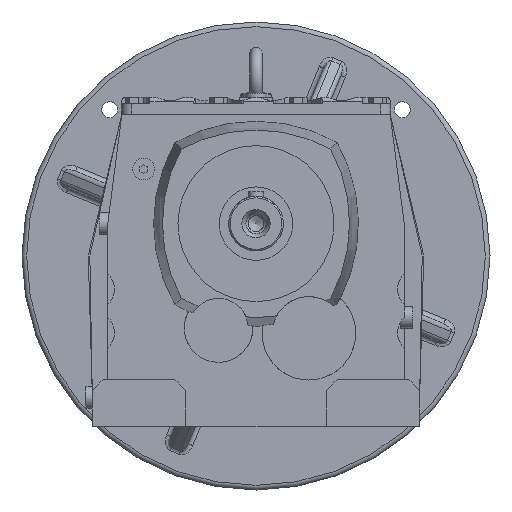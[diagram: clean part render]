
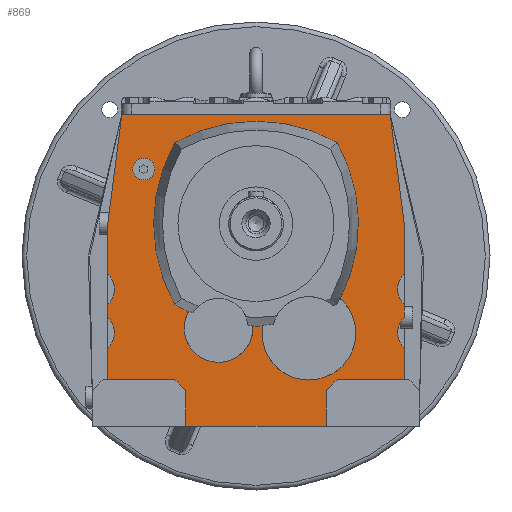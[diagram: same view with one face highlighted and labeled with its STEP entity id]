
A CAD part, left-side view. The second image highlights one B-rep face of the part: STEP entity #869.
In plain terms, the highlighted planar face has unit normal (-1, 0, 0).
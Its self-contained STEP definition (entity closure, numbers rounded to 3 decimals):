
#869=ADVANCED_FACE('',(#5664,#5666),#5668,.F.);
#5664=FACE_BOUND('',#5665,.T.);
#5665=EDGE_LOOP('',(#11051,#11052,#11053,#11054,#11055,#11056,#11057,#11058,#11059,
#11060,#11061,#11062,#11063,#11064,#11065,#11066,#11067,#11068,#11069,#11070));
#5666=FACE_BOUND('',#5667,.T.);
#5667=EDGE_LOOP('',(#11071,#11072,#11073,#11074,#11075,#11076,#11077));
#5668=PLANE('',#5669);
#5669=AXIS2_PLACEMENT_3D('',#5670,#5671,#5672);
#5670=CARTESIAN_POINT('',(54.,0.,-32.26));
#5671=DIRECTION('',(1.,0.,0.));
#5672=DIRECTION('',(0.,1.,0.));
#11051=ORIENTED_EDGE('',*,*,#13470,.T.);
#11052=ORIENTED_EDGE('',*,*,#13478,.F.);
#11053=ORIENTED_EDGE('',*,*,#13480,.F.);
#11054=ORIENTED_EDGE('',*,*,#13481,.F.);
#11055=ORIENTED_EDGE('',*,*,#13482,.F.);
#11056=ORIENTED_EDGE('',*,*,#13483,.F.);
#11057=ORIENTED_EDGE('',*,*,#13460,.T.);
#11058=ORIENTED_EDGE('',*,*,#13484,.F.);
#11059=ORIENTED_EDGE('',*,*,#13456,.T.);
#11060=ORIENTED_EDGE('',*,*,#13485,.F.);
#11061=ORIENTED_EDGE('',*,*,#13486,.T.);
#11062=ORIENTED_EDGE('',*,*,#13487,.T.);
#11063=ORIENTED_EDGE('',*,*,#13488,.T.);
#11064=ORIENTED_EDGE('',*,*,#13489,.F.);
#11065=ORIENTED_EDGE('',*,*,#13490,.T.);
#11066=ORIENTED_EDGE('',*,*,#13491,.T.);
#11067=ORIENTED_EDGE('',*,*,#13492,.T.);
#11068=ORIENTED_EDGE('',*,*,#13474,.F.);
#11069=ORIENTED_EDGE('',*,*,#13466,.T.);
#11070=ORIENTED_EDGE('',*,*,#13472,.F.);
#11071=ORIENTED_EDGE('',*,*,#13452,.T.);
#11072=ORIENTED_EDGE('',*,*,#13493,.T.);
#11073=ORIENTED_EDGE('',*,*,#13448,.T.);
#11074=ORIENTED_EDGE('',*,*,#13494,.T.);
#11075=ORIENTED_EDGE('',*,*,#13495,.T.);
#11076=ORIENTED_EDGE('',*,*,#13496,.T.);
#11077=ORIENTED_EDGE('',*,*,#13497,.T.);
#13448=EDGE_CURVE('',#14693,#14690,#14694,.T.);
#13452=EDGE_CURVE('',#14701,#14698,#14702,.T.);
#13456=EDGE_CURVE('',#14709,#14706,#14710,.T.);
#13460=EDGE_CURVE('',#14717,#14714,#14718,.T.);
#13466=EDGE_CURVE('',#14723,#14727,#14729,.T.);
#13470=EDGE_CURVE('',#14731,#14735,#14737,.T.);
#13472=EDGE_CURVE('',#14731,#14727,#14739,.T.);
#13474=EDGE_CURVE('',#14723,#14741,#14742,.T.);
#13478=EDGE_CURVE('',#14747,#14735,#14749,.T.);
#13480=EDGE_CURVE('',#14751,#14747,#14752,.T.);
#13481=EDGE_CURVE('',#14753,#14751,#14754,.T.);
#13482=EDGE_CURVE('',#14755,#14753,#14756,.T.);
#13483=EDGE_CURVE('',#14717,#14755,#14757,.T.);
#13484=EDGE_CURVE('',#14709,#14714,#14758,.T.);
#13485=EDGE_CURVE('',#14759,#14706,#14760,.T.);
#13486=EDGE_CURVE('',#14759,#14761,#14762,.T.);
#13487=EDGE_CURVE('',#14761,#14763,#14764,.T.);
#13488=EDGE_CURVE('',#14763,#14765,#14766,.T.);
#13489=EDGE_CURVE('',#14767,#14765,#14768,.T.);
#13490=EDGE_CURVE('',#14767,#14769,#14770,.T.);
#13491=EDGE_CURVE('',#14769,#14771,#14772,.T.);
#13492=EDGE_CURVE('',#14771,#14741,#14773,.T.);
#13493=EDGE_CURVE('',#14698,#14693,#14774,.T.);
#13494=EDGE_CURVE('',#14690,#14775,#14776,.T.);
#13495=EDGE_CURVE('',#14775,#14777,#14778,.T.);
#13496=EDGE_CURVE('',#14777,#14779,#14780,.T.);
#13497=EDGE_CURVE('',#14779,#14701,#14781,.T.);
#14690=VERTEX_POINT('',#16790);
#14693=VERTEX_POINT('',#16811);
#14694=CIRCLE('',#16812,22.);
#14698=VERTEX_POINT('',#16840);
#14701=VERTEX_POINT('',#16852);
#14702=CIRCLE('',#16853,30.);
#14706=VERTEX_POINT('',#16872);
#14709=VERTEX_POINT('',#16877);
#14710=CIRCLE('',#16878,14.);
#14714=VERTEX_POINT('',#16890);
#14717=VERTEX_POINT('',#16895);
#14718=CIRCLE('',#16896,14.);
#14723=VERTEX_POINT('',#16909);
#14727=VERTEX_POINT('',#16918);
#14729=CIRCLE('',#16922,14.);
#14731=VERTEX_POINT('',#16927);
#14735=VERTEX_POINT('',#16936);
#14737=CIRCLE('',#16940,14.);
#14739=LINE('',#16947,#16948);
#14741=VERTEX_POINT('',#16953);
#14742=LINE('',#16954,#16955);
#14747=VERTEX_POINT('',#16965);
#14749=LINE('',#16969,#16970);
#14751=VERTEX_POINT('',#16975);
#14752=LINE('',#16976,#16977);
#14753=VERTEX_POINT('',#16979);
#14754=LINE('',#16980,#16981);
#14755=VERTEX_POINT('',#16983);
#14756=LINE('',#16984,#16985);
#14757=LINE('',#16987,#16988);
#14758=LINE('',#16990,#16991);
#14759=VERTEX_POINT('',#16993);
#14760=LINE('',#16994,#16995);
#14761=VERTEX_POINT('',#16997);
#14762=LINE('',#16998,#16999);
#14763=VERTEX_POINT('',#17001);
#14764=LINE('',#17002,#17003);
#14765=VERTEX_POINT('',#17005);
#14766=LINE('',#17006,#17007);
#14767=VERTEX_POINT('',#17009);
#14768=LINE('',#17010,#17011);
#14769=VERTEX_POINT('',#17013);
#14770=LINE('',#17014,#17015);
#14771=VERTEX_POINT('',#17017);
#14772=LINE('',#17018,#17019);
#14773=LINE('',#17021,#17022);
#14774=CIRCLE('',#17024,105.648);
#14775=VERTEX_POINT('',#17028);
#14776=CIRCLE('',#17029,105.648);
#14777=VERTEX_POINT('',#17033);
#14778=CIRCLE('',#17034,105.648);
#14779=VERTEX_POINT('',#17038);
#14780=CIRCLE('',#17039,105.648);
#14781=CIRCLE('',#17043,105.648);
#16790=CARTESIAN_POINT('',(54.,43.313,-56.362));
#16811=CARTESIAN_POINT('',(54.,2.026,-65.629));
#16812=AXIS2_PLACEMENT_3D('',#16813,#16814,#16815);
#16813=CARTESIAN_POINT('',(54.,23.99,-66.88));
#16814=DIRECTION('',(1.,0.,-0.));
#16815=DIRECTION('',(0.,-0.998,0.057));
#16840=CARTESIAN_POINT('',(54.,-4.278,-65.561));
#16852=CARTESIAN_POINT('',(54.,-54.091,-48.046));
#16853=AXIS2_PLACEMENT_3D('',#16854,#16855,#16856);
#16854=CARTESIAN_POINT('',(54.,-33.91,-70.243));
#16855=DIRECTION('',(1.,0.,-0.));
#16856=DIRECTION('',(0.,-0.673,0.74));
#16872=CARTESIAN_POINT('',(54.,95.,-79.998));
#16877=CARTESIAN_POINT('',(54.,95.,-60.002));
#16878=AXIS2_PLACEMENT_3D('',#16879,#16880,#16881);
#16879=CARTESIAN_POINT('',(54.,104.8,-70.));
#16880=DIRECTION('',(1.,0.,-0.));
#16881=DIRECTION('',(0.,-0.7,0.714));
#16890=CARTESIAN_POINT('',(54.,95.,-51.998));
#16895=CARTESIAN_POINT('',(54.,95.,-32.002));
#16896=AXIS2_PLACEMENT_3D('',#16897,#16898,#16899);
#16897=CARTESIAN_POINT('',(54.,104.8,-42.));
#16898=DIRECTION('',(1.,0.,-0.));
#16899=DIRECTION('',(0.,-0.7,0.714));
#16909=CARTESIAN_POINT('',(54.,-95.,-79.998));
#16918=CARTESIAN_POINT('',(54.,-95.,-60.002));
#16922=AXIS2_PLACEMENT_3D('',#16923,#16924,#16925);
#16923=CARTESIAN_POINT('',(54.,-104.8,-70.));
#16924=DIRECTION('',(1.,0.,0.));
#16925=DIRECTION('',(0.,0.7,-0.714));
#16927=CARTESIAN_POINT('',(54.,-95.,-51.998));
#16936=CARTESIAN_POINT('',(54.,-95.,-32.002));
#16940=AXIS2_PLACEMENT_3D('',#16941,#16942,#16943);
#16941=CARTESIAN_POINT('',(54.,-104.8,-42.));
#16942=DIRECTION('',(1.,0.,0.));
#16943=DIRECTION('',(0.,0.7,-0.714));
#16947=CARTESIAN_POINT('',(54.,-95.,-51.998));
#16948=VECTOR('',#16949,1.);
#16949=DIRECTION('',(0.,0.,-1.));
#16953=CARTESIAN_POINT('',(54.,-95.,-100.));
#16954=CARTESIAN_POINT('',(54.,-95.,-79.998));
#16955=VECTOR('',#16956,1.);
#16956=DIRECTION('',(0.,0.,-1.));
#16965=CARTESIAN_POINT('',(54.,-95.,0.));
#16969=CARTESIAN_POINT('',(54.,-95.,0.));
#16970=VECTOR('',#16971,1.);
#16971=DIRECTION('',(0.,0.,-1.));
#16975=CARTESIAN_POINT('',(54.,-86.,70.));
#16976=CARTESIAN_POINT('',(54.,-86.,70.));
#16977=VECTOR('',#16978,1.);
#16978=DIRECTION('',(0.,-0.128,-0.992));
#16979=CARTESIAN_POINT('',(54.,86.,70.));
#16980=CARTESIAN_POINT('',(54.,86.,70.));
#16981=VECTOR('',#16982,1.);
#16982=DIRECTION('',(0.,-1.,0.));
#16983=CARTESIAN_POINT('',(54.,95.,0.));
#16984=CARTESIAN_POINT('',(54.,95.,0.));
#16985=VECTOR('',#16986,1.);
#16986=DIRECTION('',(0.,-0.128,0.992));
#16987=CARTESIAN_POINT('',(54.,95.,-32.002));
#16988=VECTOR('',#16989,1.);
#16989=DIRECTION('',(0.,0.,1.));
#16990=CARTESIAN_POINT('',(54.,95.,-60.002));
#16991=VECTOR('',#16992,1.);
#16992=DIRECTION('',(0.,0.,1.));
#16993=CARTESIAN_POINT('',(54.,95.,-100.));
#16994=CARTESIAN_POINT('',(54.,95.,-100.));
#16995=VECTOR('',#16996,1.);
#16996=DIRECTION('',(0.,0.,1.));
#16997=CARTESIAN_POINT('',(54.,52.,-100.));
#16998=CARTESIAN_POINT('',(54.,95.,-100.));
#16999=VECTOR('',#17000,1.);
#17000=DIRECTION('',(0.,-1.,0.));
#17001=CARTESIAN_POINT('',(54.,45.,-107.));
#17002=CARTESIAN_POINT('',(54.,52.,-100.));
#17003=VECTOR('',#17004,1.);
#17004=DIRECTION('',(0.,-0.707,-0.707));
#17005=CARTESIAN_POINT('',(54.,45.,-130.));
#17006=CARTESIAN_POINT('',(54.,45.,-107.));
#17007=VECTOR('',#17008,1.);
#17008=DIRECTION('',(0.,0.,-1.));
#17009=CARTESIAN_POINT('',(54.,-45.,-130.));
#17010=CARTESIAN_POINT('',(54.,-45.,-130.));
#17011=VECTOR('',#17012,1.);
#17012=DIRECTION('',(0.,1.,0.));
#17013=CARTESIAN_POINT('',(54.,-45.,-107.));
#17014=CARTESIAN_POINT('',(54.,-45.,-130.));
#17015=VECTOR('',#17016,1.);
#17016=DIRECTION('',(0.,0.,1.));
#17017=CARTESIAN_POINT('',(54.,-52.,-100.));
#17018=CARTESIAN_POINT('',(54.,-45.,-107.));
#17019=VECTOR('',#17020,1.);
#17020=DIRECTION('',(0.,-0.707,0.707));
#17021=CARTESIAN_POINT('',(54.,-52.,-100.));
#17022=VECTOR('',#17023,1.);
#17023=DIRECTION('',(0.,-1.,0.));
#17024=AXIS2_PLACEMENT_3D('',#17025,#17026,#17027);
#17025=CARTESIAN_POINT('',(54.,0.,40.));
#17026=DIRECTION('',(1.,-0.,0.));
#17027=DIRECTION('',(0.,-0.04,-0.999));
#17028=CARTESIAN_POINT('',(54.,51.977,-51.977));
#17029=AXIS2_PLACEMENT_3D('',#17030,#17031,#17032);
#17030=CARTESIAN_POINT('',(54.,0.,40.));
#17031=DIRECTION('',(1.,-0.,0.));
#17032=DIRECTION('',(0.,0.41,-0.912));
#17033=CARTESIAN_POINT('',(54.,51.977,51.977));
#17034=AXIS2_PLACEMENT_3D('',#17035,#17036,#17037);
#17035=CARTESIAN_POINT('',(54.,-40.,0.));
#17036=DIRECTION('',(1.,-0.,0.));
#17037=DIRECTION('',(0.,0.871,-0.492));
#17038=CARTESIAN_POINT('',(54.,-51.977,51.977));
#17039=AXIS2_PLACEMENT_3D('',#17040,#17041,#17042);
#17040=CARTESIAN_POINT('',(54.,0.,-40.));
#17041=DIRECTION('',(1.,0.,-0.));
#17042=DIRECTION('',(0.,0.492,0.871));
#17043=AXIS2_PLACEMENT_3D('',#17044,#17045,#17046);
#17044=CARTESIAN_POINT('',(54.,40.,0.));
#17045=DIRECTION('',(1.,0.,-0.));
#17046=DIRECTION('',(0.,-0.871,0.492));
